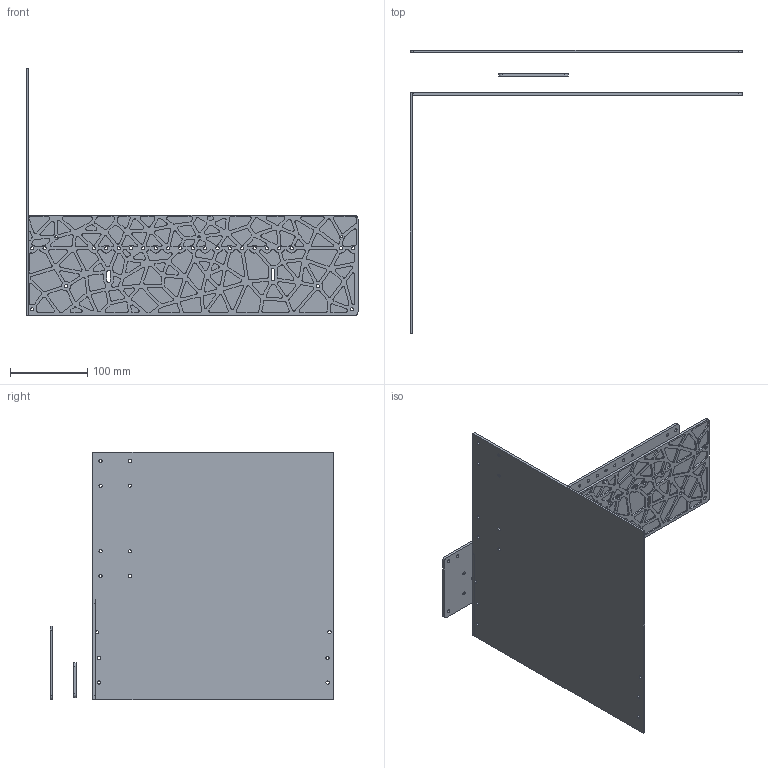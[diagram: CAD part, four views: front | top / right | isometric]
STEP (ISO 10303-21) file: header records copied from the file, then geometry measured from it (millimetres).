
FILE_DESCRIPTION(/* description */ ('STEP AP242','CAx-IF Rec.Pracs.---Representation and Presentation of Product Manufacturing Information (PMI)---4.0---2014-10-13','CAx-IF Rec.Pracs.---3D Tessellated Geometry---0.4---2014-09-14','2;1'),/* implementation_level */ '2;1');
FILE_NAME(/* name */ '66d0fae44456d10ec6a4084a',/* time_stamp */ '2024-08-29T22:49:09Z',/* author */ (''),/* organization */ (''),/* preprocessor_version */ 'ST-DEVELOPER v20',/* originating_system */ ' ',/* authorisation */ ' ');
FILE_SCHEMA (('AP242_MANAGED_MODEL_BASED_3D_ENGINEERING_MIM_LF { 1 0 10303 442 1 1 4 }'));
Length unit declared in the file: metre
Products named in the file (4): Part 4; Motor; Outer; Inner
Bounding box: 430 x 367.18 x 320 mm (x, y, z)
Volume: 559653.7 mm3; surface area: 425959.2 mm2
Topology: 4 solids, 4 shells, 1249 faces, 3369 edges, 2246 vertices
Faces by surface type: cylinder 661, plane 574, bspline 14
Full cylindrical faces by diameter (mm): 3.1 x3, 4.2 x86, 10 x2, 37 x2
Entity records: 39776 total; most frequent: CARTESIAN_POINT 7035, DIRECTION 7022, ORIENTED_EDGE 6552, EDGE_CURVE 3276, AXIS2_PLACEMENT_3D 2561, VERTEX_POINT 2246, LINE 1900, VECTOR 1900
